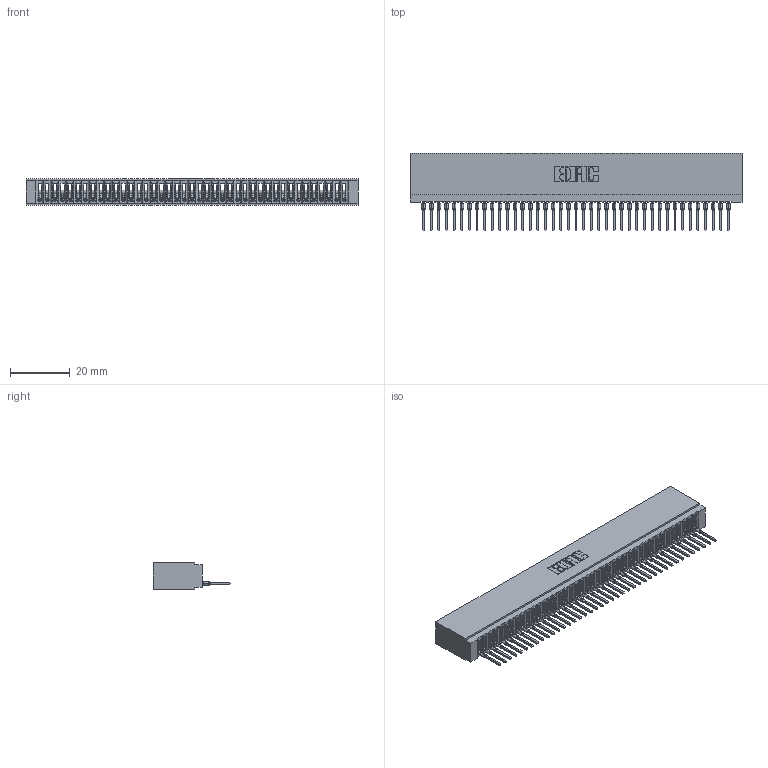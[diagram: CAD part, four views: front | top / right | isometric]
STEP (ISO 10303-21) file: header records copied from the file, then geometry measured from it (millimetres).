
FILE_DESCRIPTION (( 'STEP AP203' ), '1' );
FILE_NAME ('745-041-522-101.STEP', '2026-02-25T19:13:07', ( '' ), ( '' ), 'SwSTEP 2.0', 'SolidWorks 2023', '' );
FILE_SCHEMA (( 'CONFIG_CONTROL_DESIGN' ));
Length unit declared in the file: millimetre
Products named in the file (3): 745 Part_Insulator Option - 01; 745-292-001_522; 745-041-522-101
Assembly tree (42 placements, depth 2):
  745-041-522-101
    745 Part_Insulator Option - 01
    745-292-001_522  x41
Bounding box: 110.74 x 25.92 x 8.89 mm (x, y, z)
Volume: 9621.5 mm3; surface area: 18013.2 mm2
Topology: 42 solids, 42 shells, 4687 faces, 12886 edges, 8126 vertices
Faces by surface type: plane 2802, bspline 820, cylinder 819, torus 246
Entity records: 67849 total; most frequent: CARTESIAN_POINT 12458, ORIENTED_EDGE 11932, DIRECTION 10342, EDGE_CURVE 5966, VECTOR 5538, LINE 5538, VERTEX_POINT 3806, AXIS2_PLACEMENT_3D 2402
